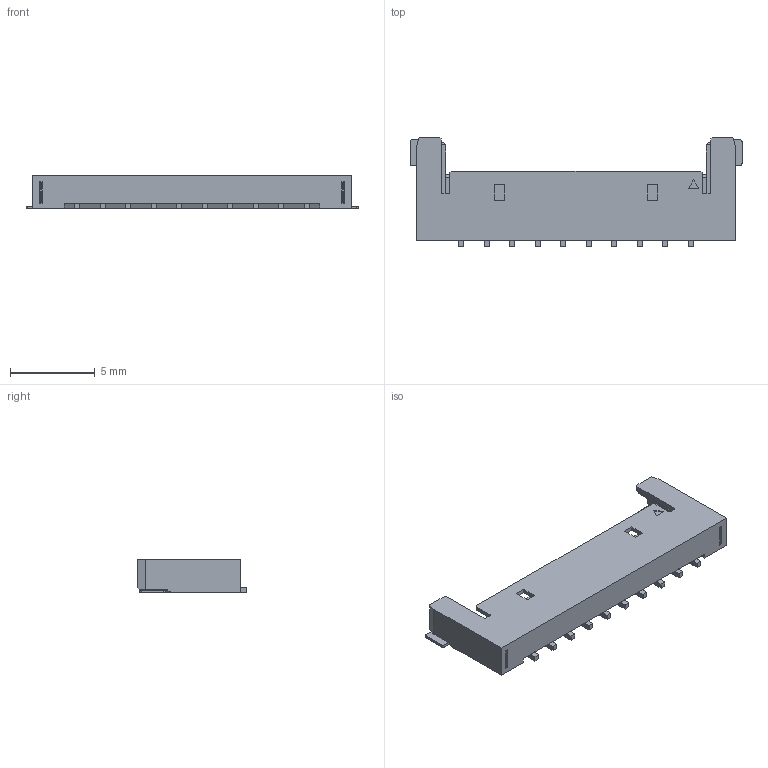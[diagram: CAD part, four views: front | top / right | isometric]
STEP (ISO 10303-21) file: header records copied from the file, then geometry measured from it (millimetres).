
FILE_DESCRIPTION(('FreeCAD Model'),'2;1');
FILE_NAME('504050-1091.step','2021-01-02T02:00:10',( 'kicad StepUp'),('ksu MCAD'),'Open CASCADE STEP processor 7.3', 'FreeCAD','Unknown');
FILE_SCHEMA(('AUTOMOTIVE_DESIGN { 1 0 10303 214 1 1 1 1 }'));
Length unit declared in the file: millimetre
Products named in the file (1): 504050-1091
Bounding box: 19.55 x 6.44 x 2 mm (x, y, z)
Volume: 97.4 mm3; surface area: 458.3 mm2
Topology: 1 solids, 1 shells, 422 faces, 1159 edges, 740 vertices
Faces by surface type: plane 324, cylinder 78, sphere 20
Entity records: 16135 total; most frequent: CARTESIAN_POINT 2322, ORIENTED_EDGE 2318, DIRECTION 2161, EDGE_CURVE 1159, LINE 1003, VECTOR 1003, VERTEX_POINT 740, AXIS2_PLACEMENT_3D 579
